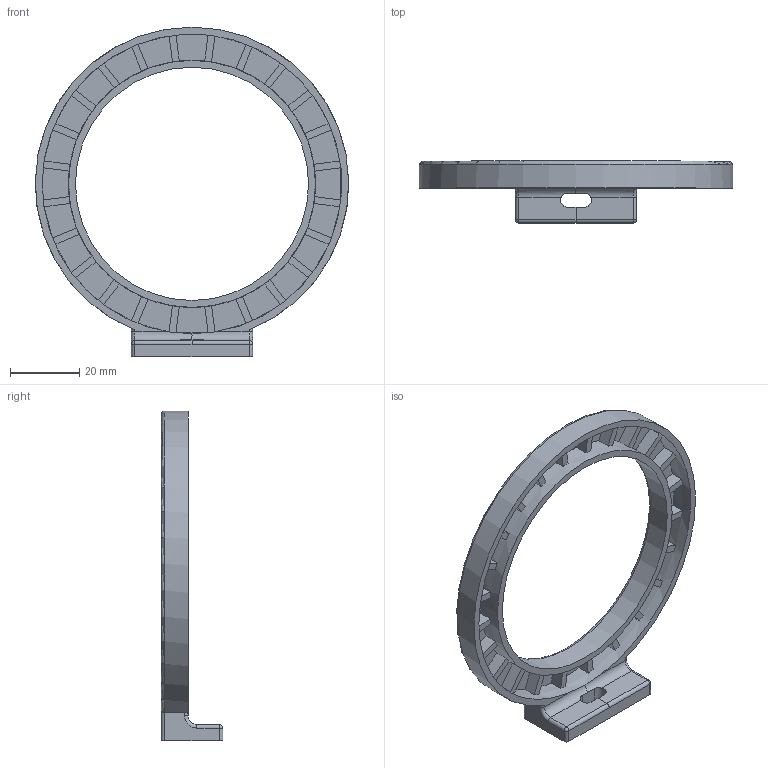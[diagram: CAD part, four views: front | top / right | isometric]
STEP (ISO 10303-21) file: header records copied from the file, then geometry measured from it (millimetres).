
FILE_DESCRIPTION(/* description */ (''),/* implementation_level */ '2;1');
FILE_NAME(/* name */ 'Ringhalter.step',/* time_stamp */ '2020-11-20T10:45:17+01:00',/* author */ (''),/* organization */ (''),/* preprocessor_version */ 'ST-DEVELOPER v18.1',/* originating_system */ 'Autodesk Translation Framework v9.3.0.1241',/* authorisation */ '');
FILE_SCHEMA (('AUTOMOTIVE_DESIGN { 1 0 10303 214 3 1 1 }'));
Length unit declared in the file: millimetre
Products named in the file (1): Ringhalter
Bounding box: 90.59 x 17.8 x 95.3 mm (x, y, z)
Volume: 13608.9 mm3; surface area: 15291.4 mm2
Topology: 1 solids, 1 shells, 135 faces, 383 edges, 251 vertices
Faces by surface type: plane 109, cylinder 20, torus 3, sphere 2, bspline 1
Full cylindrical faces by diameter (mm): 2.9 x2, 67.4 x1, 71.4 x1, 86.6 x1
Entity records: 4541 total; most frequent: CARTESIAN_POINT 875, DIRECTION 780, ORIENTED_EDGE 766, EDGE_CURVE 383, AXIS2_PLACEMENT_3D 271, VERTEX_POINT 251, LINE 238, VECTOR 238
